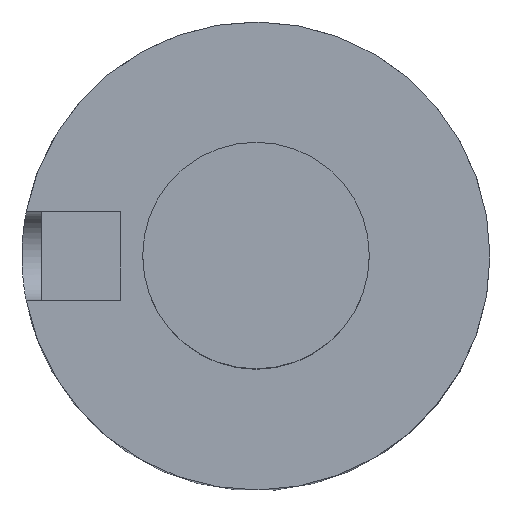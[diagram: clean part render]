
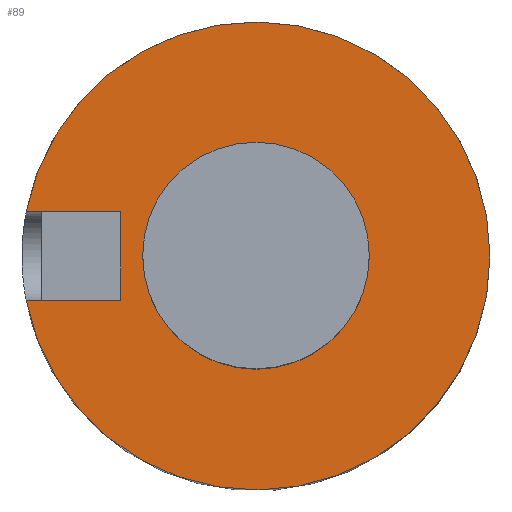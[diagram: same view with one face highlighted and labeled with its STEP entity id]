
A CAD part, top view. The second image highlights one B-rep face of the part: STEP entity #89.
In plain terms, the highlighted planar face has unit normal (0, 0, 1).
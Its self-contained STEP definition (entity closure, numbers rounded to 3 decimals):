
#54=PLANE('',#383);
#70=FACE_OUTER_BOUND('',#119,.T.);
#89=ADVANCED_FACE('',(#70),#54,.T.);
#119=EDGE_LOOP('',(#161,#162,#163,#164));
#143=CIRCLE('',#381,47.5);
#161=ORIENTED_EDGE('',*,*,#261,.T.);
#162=ORIENTED_EDGE('',*,*,#263,.T.);
#163=ORIENTED_EDGE('',*,*,#264,.T.);
#164=ORIENTED_EDGE('',*,*,#265,.T.);
#235=VERTEX_POINT('',#538);
#236=VERTEX_POINT('',#540);
#237=VERTEX_POINT('',#544);
#238=VERTEX_POINT('',#546);
#261=EDGE_CURVE('',#236,#235,#143,.T.);
#263=EDGE_CURVE('',#235,#237,#295,.T.);
#264=EDGE_CURVE('',#237,#238,#296,.T.);
#265=EDGE_CURVE('',#238,#236,#297,.T.);
#295=LINE('',#543,#322);
#296=LINE('',#545,#323);
#297=LINE('',#547,#324);
#322=VECTOR('',#435,1.);
#323=VECTOR('',#436,1.);
#324=VECTOR('',#437,1.);
#381=AXIS2_PLACEMENT_3D('',#539,#430,#431);
#383=AXIS2_PLACEMENT_3D('',#548,#438,#439);
#430=DIRECTION('',(0.,0.,1.));
#431=DIRECTION('',(-1.,0.,0.));
#435=DIRECTION('',(1.,0.,0.));
#436=DIRECTION('',(0.,-1.,0.));
#437=DIRECTION('',(-1.,0.,0.));
#438=DIRECTION('',(0.,0.,1.));
#439=DIRECTION('',(-1.,0.,0.));
#538=CARTESIAN_POINT('',(-46.64,9.,0.));
#539=CARTESIAN_POINT('',(0.,0.,0.));
#540=CARTESIAN_POINT('',(-46.64,-9.,0.));
#543=CARTESIAN_POINT('',(0.,9.,0.));
#544=CARTESIAN_POINT('',(-27.5,9.,0.));
#545=CARTESIAN_POINT('',(-27.5,0.,0.));
#546=CARTESIAN_POINT('',(-27.5,-9.,0.));
#547=CARTESIAN_POINT('',(0.,-9.,0.));
#548=CARTESIAN_POINT('',(0.,0.,0.));
